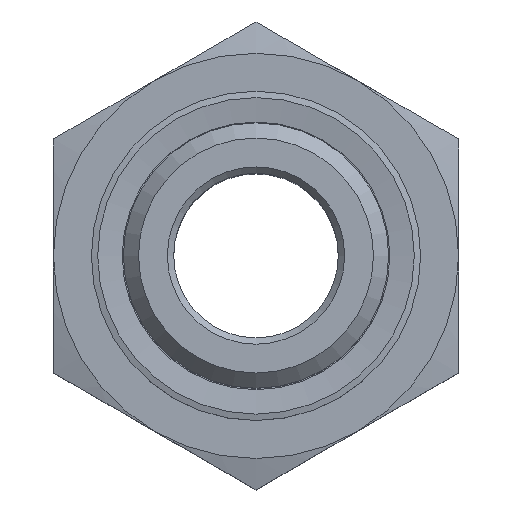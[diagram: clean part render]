
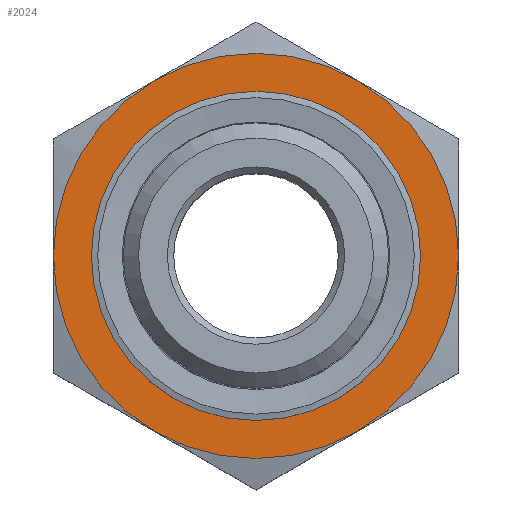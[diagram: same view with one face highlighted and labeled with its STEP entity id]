
A CAD part, top view. The second image highlights one B-rep face of the part: STEP entity #2024.
In plain terms, the highlighted planar face has unit normal (0, 0, 1).
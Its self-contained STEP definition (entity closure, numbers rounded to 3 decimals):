
#1075=CARTESIAN_POINT('',(8.,-13.856,21.));
#1076=VERTEX_POINT('',#1075);
#1090=CARTESIAN_POINT('',(16.,0.,21.));
#1091=VERTEX_POINT('',#1090);
#1105=CARTESIAN_POINT('',(0.0,0.0,21.));
#1106=DIRECTION('',(0.0,0.0,1.0));
#1107=DIRECTION('',(1.0,0.0,0.0));
#1108=AXIS2_PLACEMENT_3D('',#1105,#1106,#1107);
#1109=CIRCLE('',#1108,16.);
#1110=EDGE_CURVE('',#1076,#1091,#1109,.T.);
#1122=CARTESIAN_POINT('',(-8.,-13.856,21.));
#1123=VERTEX_POINT('',#1122);
#1150=CARTESIAN_POINT('',(0.0,0.0,21.));
#1151=DIRECTION('',(0.0,0.0,1.0));
#1152=DIRECTION('',(1.0,0.0,0.0));
#1153=AXIS2_PLACEMENT_3D('',#1150,#1151,#1152);
#1154=CIRCLE('',#1153,16.);
#1155=EDGE_CURVE('',#1123,#1076,#1154,.T.);
#1167=CARTESIAN_POINT('',(-16.,0.,21.));
#1168=VERTEX_POINT('',#1167);
#1195=CARTESIAN_POINT('',(0.0,0.0,21.));
#1196=DIRECTION('',(0.0,0.0,1.0));
#1197=DIRECTION('',(1.0,0.0,0.0));
#1198=AXIS2_PLACEMENT_3D('',#1195,#1196,#1197);
#1199=CIRCLE('',#1198,16.);
#1200=EDGE_CURVE('',#1168,#1123,#1199,.T.);
#1225=CARTESIAN_POINT('',(-8.,13.856,21.));
#1226=VERTEX_POINT('',#1225);
#1227=CARTESIAN_POINT('',(0.0,0.0,21.));
#1228=DIRECTION('',(0.0,0.0,1.0));
#1229=DIRECTION('',(1.0,0.0,0.0));
#1230=AXIS2_PLACEMENT_3D('',#1227,#1228,#1229);
#1231=CIRCLE('',#1230,16.);
#1232=EDGE_CURVE('',#1226,#1168,#1231,.T.);
#1270=CARTESIAN_POINT('',(8.,13.856,21.));
#1271=VERTEX_POINT('',#1270);
#1272=CARTESIAN_POINT('',(0.0,0.0,21.));
#1273=DIRECTION('',(0.0,0.0,1.0));
#1274=DIRECTION('',(1.0,0.0,0.0));
#1275=AXIS2_PLACEMENT_3D('',#1272,#1273,#1274);
#1276=CIRCLE('',#1275,16.);
#1277=EDGE_CURVE('',#1271,#1226,#1276,.T.);
#1315=CARTESIAN_POINT('',(0.0,0.0,21.));
#1316=DIRECTION('',(0.0,0.0,1.0));
#1317=DIRECTION('',(1.0,0.0,0.0));
#1318=AXIS2_PLACEMENT_3D('',#1315,#1316,#1317);
#1319=CIRCLE('',#1318,16.);
#1320=EDGE_CURVE('',#1091,#1271,#1319,.T.);
#1996=CARTESIAN_POINT('',(13.0,0.,21.));
#1997=VERTEX_POINT('',#1996);
#1998=CARTESIAN_POINT('',(0.,0.,21.));
#1999=DIRECTION('',(0.0,0.0,1.0));
#2000=DIRECTION('',(-1.0,0.0,0.0));
#2001=AXIS2_PLACEMENT_3D('',#1998,#1999,#2000);
#2002=CIRCLE('',#2001,13.0);
#2003=EDGE_CURVE('',#1997,#1997,#2002,.T.);
#2008=CARTESIAN_POINT('',(0.,0.,21.));
#2009=DIRECTION('',(0.0,0.0,1.0));
#2010=DIRECTION('',(1.0,0.0,0.0));
#2011=AXIS2_PLACEMENT_3D('',#2008,#2009,#2010);
#2012=PLANE('',#2011);
#2013=ORIENTED_EDGE('',*,*,#1320,.T.);
#2014=ORIENTED_EDGE('',*,*,#1277,.T.);
#2015=ORIENTED_EDGE('',*,*,#1232,.T.);
#2016=ORIENTED_EDGE('',*,*,#1200,.T.);
#2017=ORIENTED_EDGE('',*,*,#1155,.T.);
#2018=ORIENTED_EDGE('',*,*,#1110,.T.);
#2019=EDGE_LOOP('',(#2013,#2014,#2015,#2016,#2017,#2018));
#2020=FACE_OUTER_BOUND('',#2019,.T.);
#2021=ORIENTED_EDGE('',*,*,#2003,.F.);
#2022=EDGE_LOOP('',(#2021));
#2023=FACE_BOUND('',#2022,.T.);
#2024=ADVANCED_FACE('',(#2020,#2023),#2012,.T.);
